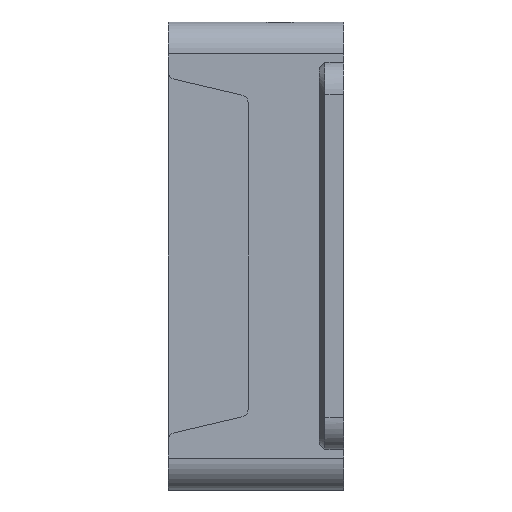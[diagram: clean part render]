
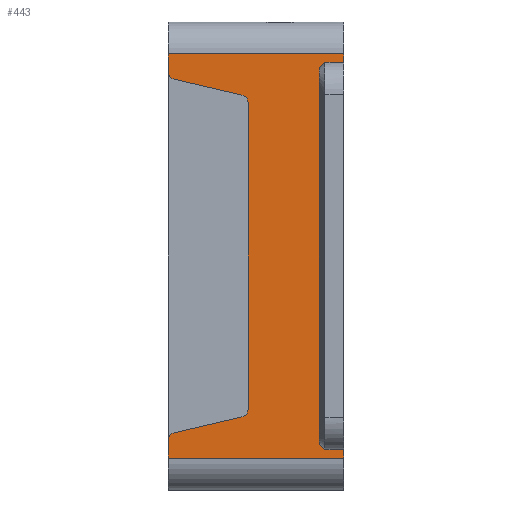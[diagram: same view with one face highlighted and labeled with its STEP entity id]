
A CAD part, left-side view. The second image highlights one B-rep face of the part: STEP entity #443.
In plain terms, the highlighted planar face has unit normal (-1, 0, 0).
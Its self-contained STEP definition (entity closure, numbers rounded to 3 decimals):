
#8 = ORIENTED_EDGE ( 'NONE', *, *, #1611, .F. ) ;
#19 = CIRCLE ( 'NONE', #1925, 1.5 ) ;
#28 = VECTOR ( 'NONE', #2678, 1000. ) ;
#90 = CARTESIAN_POINT ( 'NONE',  ( -55.5, 0., -36.4 ) ) ;
#108 = ORIENTED_EDGE ( 'NONE', *, *, #1479, .T. ) ;
#118 = LINE ( 'NONE', #4972, #4957 ) ;
#184 = DIRECTION ( 'NONE',  ( 0., 0., 1. ) ) ;
#254 = ORIENTED_EDGE ( 'NONE', *, *, #3243, .T. ) ;
#289 = VERTEX_POINT ( 'NONE', #4124 ) ;
#302 = ORIENTED_EDGE ( 'NONE', *, *, #4815, .T. ) ;
#307 = EDGE_CURVE ( 'NONE', #3877, #3113, #2808, .T. ) ;
#381 = DIRECTION ( 'NONE',  ( 0., 0., -1. ) ) ;
#403 = ORIENTED_EDGE ( 'NONE', *, *, #307, .T. ) ;
#441 = LINE ( 'NONE', #1771, #1110 ) ;
#443 = ADVANCED_FACE ( 'NONE', ( #4672 ), #3834, .F. ) ;
#539 = DIRECTION ( 'NONE',  ( -1., 0., 0. ) ) ;
#541 = DIRECTION ( 'NONE',  ( 0., -0.707, 0.707 ) ) ;
#708 = VERTEX_POINT ( 'NONE', #1196 ) ;
#758 = VERTEX_POINT ( 'NONE', #916 ) ;
#816 = DIRECTION ( 'NONE',  ( 0., 0., -1. ) ) ;
#833 = LINE ( 'NONE', #4789, #3031 ) ;
#842 = CARTESIAN_POINT ( 'NONE',  ( -55.5, 18., -28.81 ) ) ;
#875 = ORIENTED_EDGE ( 'NONE', *, *, #2355, .T. ) ;
#882 = EDGE_CURVE ( 'NONE', #708, #2826, #441, .T. ) ;
#890 = DIRECTION ( 'NONE',  ( 1., 0., 0. ) ) ;
#906 = VECTOR ( 'NONE', #816, 1000. ) ;
#910 = LINE ( 'NONE', #3931, #4131 ) ;
#915 = CARTESIAN_POINT ( 'NONE',  ( -55.5, 33., 34.69 ) ) ;
#916 = CARTESIAN_POINT ( 'NONE',  ( -55.5, 0., 36.4 ) ) ;
#1026 = CARTESIAN_POINT ( 'NONE',  ( -55.5, 3.572, -36.4 ) ) ;
#1109 = ORIENTED_EDGE ( 'NONE', *, *, #2000, .T. ) ;
#1110 = VECTOR ( 'NONE', #2173, 1000. ) ;
#1132 = CARTESIAN_POINT ( 'NONE',  ( -55.5, 33., -38. ) ) ;
#1196 = CARTESIAN_POINT ( 'NONE',  ( -55.5, 19.159, 30.27 ) ) ;
#1230 = DIRECTION ( 'NONE',  ( 0., 0., -1. ) ) ;
#1266 = DIRECTION ( 'NONE',  ( 1., 0., 0. ) ) ;
#1336 = AXIS2_PLACEMENT_3D ( 'NONE', #1726, #1266, #4239 ) ;
#1399 = VERTEX_POINT ( 'NONE', #1849 ) ;
#1420 = ORIENTED_EDGE ( 'NONE', *, *, #3829, .F. ) ;
#1437 = CARTESIAN_POINT ( 'NONE',  ( -55.5, 4.572, -35.4 ) ) ;
#1465 = CARTESIAN_POINT ( 'NONE',  ( -55.5, 3.572, 36.4 ) ) ;
#1479 = EDGE_CURVE ( 'NONE', #2959, #5119, #1608, .T. ) ;
#1489 = VECTOR ( 'NONE', #4778, 1000. ) ;
#1506 = CARTESIAN_POINT ( 'NONE',  ( -55.5, 4.072, -35.9 ) ) ;
#1532 = VERTEX_POINT ( 'NONE', #1132 ) ;
#1545 = VERTEX_POINT ( 'NONE', #3761 ) ;
#1561 = DIRECTION ( 'NONE',  ( 0., 0.707, 0.707 ) ) ;
#1586 = CARTESIAN_POINT ( 'NONE',  ( -55.5, 1.5, 38. ) ) ;
#1608 = LINE ( 'NONE', #1506, #3715 ) ;
#1611 = EDGE_CURVE ( 'NONE', #2717, #3484, #2955, .T. ) ;
#1612 = EDGE_CURVE ( 'NONE', #4535, #1545, #2255, .T. ) ;
#1627 = AXIS2_PLACEMENT_3D ( 'NONE', #2684, #2732, #3077 ) ;
#1709 = VERTEX_POINT ( 'NONE', #3686 ) ;
#1726 = CARTESIAN_POINT ( 'NONE',  ( -55.5, 19.5, -28.81 ) ) ;
#1771 = CARTESIAN_POINT ( 'NONE',  ( -55.5, 18., 30. ) ) ;
#1783 = CARTESIAN_POINT ( 'NONE',  ( -55.5, 18., 28.81 ) ) ;
#1849 = CARTESIAN_POINT ( 'NONE',  ( -55.5, 4.572, 35.4 ) ) ;
#1904 = EDGE_CURVE ( 'NONE', #1399, #5119, #2993, .T. ) ;
#1906 = AXIS2_PLACEMENT_3D ( 'NONE', #5571, #5155, #1230 ) ;
#1925 = AXIS2_PLACEMENT_3D ( 'NONE', #4285, #890, #381 ) ;
#2000 = EDGE_CURVE ( 'NONE', #289, #2036, #4469, .T. ) ;
#2036 = VERTEX_POINT ( 'NONE', #2277 ) ;
#2040 = CARTESIAN_POINT ( 'NONE',  ( -55.5, 1.5, -38. ) ) ;
#2042 = EDGE_CURVE ( 'NONE', #2717, #2826, #4096, .T. ) ;
#2086 = EDGE_LOOP ( 'NONE', ( #2771, #3983, #3228, #5278, #254, #8, #5057, #3126, #875, #3635, #4136, #2132, #1109, #5153, #302, #403, #1420, #108 ) ) ;
#2096 = CARTESIAN_POINT ( 'NONE',  ( -55.5, 18., -30. ) ) ;
#2132 = ORIENTED_EDGE ( 'NONE', *, *, #5015, .F. ) ;
#2140 = LINE ( 'NONE', #5198, #1489 ) ;
#2173 = DIRECTION ( 'NONE',  ( 0., 0.974, 0.227 ) ) ;
#2255 = CIRCLE ( 'NONE', #1336, 1.5 ) ;
#2277 = CARTESIAN_POINT ( 'NONE',  ( -55.5, 33., -34.69 ) ) ;
#2329 = CARTESIAN_POINT ( 'NONE',  ( -55.5, 0., 44. ) ) ;
#2355 = EDGE_CURVE ( 'NONE', #708, #4670, #19, .T. ) ;
#2531 = DIRECTION ( 'NONE',  ( 0., -1., 0. ) ) ;
#2559 = DIRECTION ( 'NONE',  ( 0., 0., 1. ) ) ;
#2659 = DIRECTION ( 'NONE',  ( 0., -1., 0. ) ) ;
#2678 = DIRECTION ( 'NONE',  ( 0., 0., 1. ) ) ;
#2684 = CARTESIAN_POINT ( 'NONE',  ( -55.5, 31.5, 34.69 ) ) ;
#2717 = VERTEX_POINT ( 'NONE', #915 ) ;
#2732 = DIRECTION ( 'NONE',  ( -1., 0., 0. ) ) ;
#2771 = ORIENTED_EDGE ( 'NONE', *, *, #1904, .F. ) ;
#2808 = LINE ( 'NONE', #2329, #2901 ) ;
#2821 = AXIS2_PLACEMENT_3D ( 'NONE', #4044, #539, #4890 ) ;
#2826 = VERTEX_POINT ( 'NONE', #3403 ) ;
#2901 = VECTOR ( 'NONE', #4559, 1000. ) ;
#2907 = EDGE_CURVE ( 'NONE', #4535, #4670, #3997, .T. ) ;
#2921 = DIRECTION ( 'NONE',  ( 0., -0.974, 0.227 ) ) ;
#2955 = LINE ( 'NONE', #4795, #4720 ) ;
#2959 = VERTEX_POINT ( 'NONE', #1026 ) ;
#2993 = LINE ( 'NONE', #4741, #906 ) ;
#3031 = VECTOR ( 'NONE', #2531, 1000. ) ;
#3077 = DIRECTION ( 'NONE',  ( 0., 0., -1. ) ) ;
#3092 = EDGE_CURVE ( 'NONE', #1399, #5309, #118, .T. ) ;
#3113 = VERTEX_POINT ( 'NONE', #90 ) ;
#3126 = ORIENTED_EDGE ( 'NONE', *, *, #882, .F. ) ;
#3159 = VECTOR ( 'NONE', #2921, 1000. ) ;
#3228 = ORIENTED_EDGE ( 'NONE', *, *, #4137, .T. ) ;
#3243 = EDGE_CURVE ( 'NONE', #1709, #3484, #3286, .T. ) ;
#3286 = LINE ( 'NONE', #1586, #3669 ) ;
#3306 = DIRECTION ( 'NONE',  ( 0., -1., 0. ) ) ;
#3403 = CARTESIAN_POINT ( 'NONE',  ( -55.5, 31.841, 33.23 ) ) ;
#3484 = VERTEX_POINT ( 'NONE', #4443 ) ;
#3513 = EDGE_CURVE ( 'NONE', #758, #1709, #4884, .T. ) ;
#3605 = CARTESIAN_POINT ( 'NONE',  ( -55.5, 18., -30. ) ) ;
#3635 = ORIENTED_EDGE ( 'NONE', *, *, #2907, .F. ) ;
#3669 = VECTOR ( 'NONE', #3705, 1000. ) ;
#3686 = CARTESIAN_POINT ( 'NONE',  ( -55.5, 0., 38. ) ) ;
#3705 = DIRECTION ( 'NONE',  ( 0., 1., 0. ) ) ;
#3715 = VECTOR ( 'NONE', #1561, 1000. ) ;
#3754 = LINE ( 'NONE', #2040, #3787 ) ;
#3761 = CARTESIAN_POINT ( 'NONE',  ( -55.5, 19.159, -30.27 ) ) ;
#3787 = VECTOR ( 'NONE', #3306, 1000. ) ;
#3809 = LINE ( 'NONE', #2096, #3159 ) ;
#3829 = EDGE_CURVE ( 'NONE', #2959, #3113, #833, .T. ) ;
#3834 = PLANE ( 'NONE',  #1906 ) ;
#3877 = VERTEX_POINT ( 'NONE', #5574 ) ;
#3931 = CARTESIAN_POINT ( 'NONE',  ( -55.5, 3.572, 36.4 ) ) ;
#3983 = ORIENTED_EDGE ( 'NONE', *, *, #3092, .T. ) ;
#3997 = LINE ( 'NONE', #3605, #5558 ) ;
#4044 = CARTESIAN_POINT ( 'NONE',  ( -55.5, 31.5, -34.69 ) ) ;
#4096 = CIRCLE ( 'NONE', #1627, 1.5 ) ;
#4124 = CARTESIAN_POINT ( 'NONE',  ( -55.5, 31.841, -33.23 ) ) ;
#4131 = VECTOR ( 'NONE', #2659, 1000. ) ;
#4136 = ORIENTED_EDGE ( 'NONE', *, *, #1612, .T. ) ;
#4137 = EDGE_CURVE ( 'NONE', #5309, #758, #910, .T. ) ;
#4239 = DIRECTION ( 'NONE',  ( 0., 0., -1. ) ) ;
#4263 = EDGE_CURVE ( 'NONE', #1532, #2036, #2140, .T. ) ;
#4285 = CARTESIAN_POINT ( 'NONE',  ( -55.5, 19.5, 28.81 ) ) ;
#4443 = CARTESIAN_POINT ( 'NONE',  ( -55.5, 33., 38. ) ) ;
#4469 = CIRCLE ( 'NONE', #2821, 1.5 ) ;
#4502 = CARTESIAN_POINT ( 'NONE',  ( -55.5, 0., 44. ) ) ;
#4535 = VERTEX_POINT ( 'NONE', #842 ) ;
#4559 = DIRECTION ( 'NONE',  ( 0., 0., 1. ) ) ;
#4670 = VERTEX_POINT ( 'NONE', #1783 ) ;
#4672 = FACE_OUTER_BOUND ( 'NONE', #2086, .T. ) ;
#4720 = VECTOR ( 'NONE', #2559, 1000. ) ;
#4741 = CARTESIAN_POINT ( 'NONE',  ( -55.5, 4.572, -35.4 ) ) ;
#4778 = DIRECTION ( 'NONE',  ( 0., 0., 1. ) ) ;
#4789 = CARTESIAN_POINT ( 'NONE',  ( -55.5, 3.572, -36.4 ) ) ;
#4795 = CARTESIAN_POINT ( 'NONE',  ( -55.5, 33., -38. ) ) ;
#4815 = EDGE_CURVE ( 'NONE', #1532, #3877, #3754, .T. ) ;
#4884 = LINE ( 'NONE', #4502, #28 ) ;
#4890 = DIRECTION ( 'NONE',  ( 0., 0., -1. ) ) ;
#4957 = VECTOR ( 'NONE', #541, 1000. ) ;
#4972 = CARTESIAN_POINT ( 'NONE',  ( -55.5, 4.072, 35.9 ) ) ;
#5015 = EDGE_CURVE ( 'NONE', #289, #1545, #3809, .T. ) ;
#5057 = ORIENTED_EDGE ( 'NONE', *, *, #2042, .T. ) ;
#5119 = VERTEX_POINT ( 'NONE', #1437 ) ;
#5153 = ORIENTED_EDGE ( 'NONE', *, *, #4263, .F. ) ;
#5155 = DIRECTION ( 'NONE',  ( 1., 0., 0. ) ) ;
#5198 = CARTESIAN_POINT ( 'NONE',  ( -55.5, 33., -38. ) ) ;
#5278 = ORIENTED_EDGE ( 'NONE', *, *, #3513, .T. ) ;
#5309 = VERTEX_POINT ( 'NONE', #1465 ) ;
#5558 = VECTOR ( 'NONE', #184, 1000. ) ;
#5571 = CARTESIAN_POINT ( 'NONE',  ( -55.5, 1.5, 44. ) ) ;
#5574 = CARTESIAN_POINT ( 'NONE',  ( -55.5, 0., -38. ) ) ;
